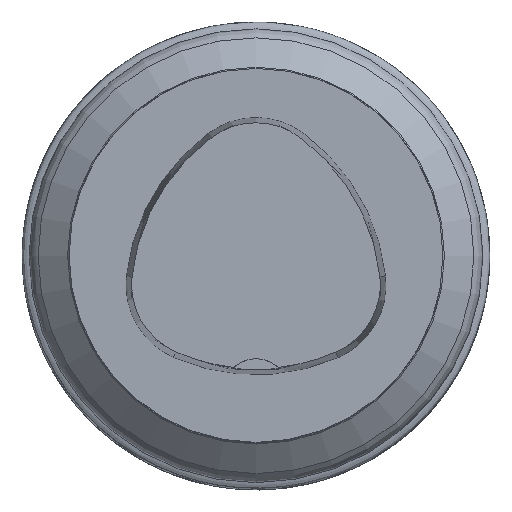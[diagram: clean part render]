
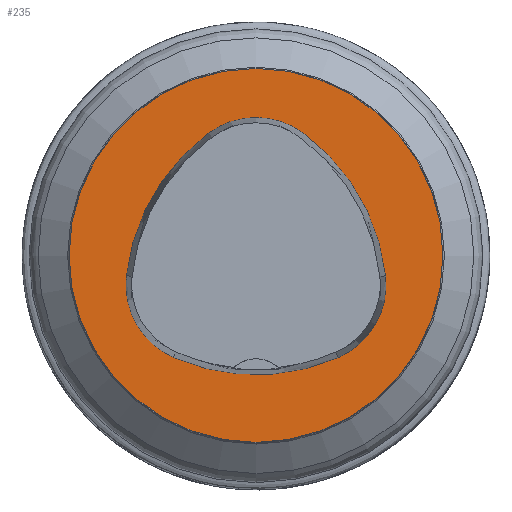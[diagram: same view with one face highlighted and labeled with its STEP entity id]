
A CAD part, top view. The second image highlights one B-rep face of the part: STEP entity #235.
In plain terms, the highlighted planar face has unit normal (0, 0, 1).
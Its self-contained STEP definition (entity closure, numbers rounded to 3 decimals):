
#175=PLANE('',#1019);
#235=ADVANCED_FACE('',(#353,#354),#175,.T.);
#353=FACE_BOUND('',#411,.T.);
#354=FACE_BOUND('',#412,.T.);
#411=EDGE_LOOP('',(#520,#521,#522,#523,#524,#525));
#412=EDGE_LOOP('',(#526));
#520=ORIENTED_EDGE('',*,*,#679,.T.);
#521=ORIENTED_EDGE('',*,*,#659,.T.);
#522=ORIENTED_EDGE('',*,*,#663,.T.);
#523=ORIENTED_EDGE('',*,*,#666,.T.);
#524=ORIENTED_EDGE('',*,*,#669,.T.);
#525=ORIENTED_EDGE('',*,*,#677,.T.);
#526=ORIENTED_EDGE('',*,*,#631,.F.);
#574=VERTEX_POINT('',#1357);
#602=VERTEX_POINT('',#1434);
#603=VERTEX_POINT('',#1435);
#606=VERTEX_POINT('',#1443);
#608=VERTEX_POINT('',#1449);
#610=VERTEX_POINT('',#1455);
#617=VERTEX_POINT('',#1476);
#631=EDGE_CURVE('',#574,#574,#692,.T.);
#659=EDGE_CURVE('',#602,#603,#712,.T.);
#663=EDGE_CURVE('',#603,#606,#714,.T.);
#666=EDGE_CURVE('',#606,#608,#716,.T.);
#669=EDGE_CURVE('',#608,#610,#718,.T.);
#677=EDGE_CURVE('',#610,#617,#722,.T.);
#679=EDGE_CURVE('',#617,#602,#724,.T.);
#692=CIRCLE('',#952,40.);
#712=CIRCLE('',#997,44.);
#714=CIRCLE('',#1000,17.);
#716=CIRCLE('',#1003,44.);
#718=CIRCLE('',#1006,17.);
#722=CIRCLE('',#1011,44.);
#724=CIRCLE('',#1014,17.);
#952=AXIS2_PLACEMENT_3D('',#1356,#1097,#1098);
#997=AXIS2_PLACEMENT_3D('',#1433,#1191,#1192);
#1000=AXIS2_PLACEMENT_3D('',#1442,#1199,#1200);
#1003=AXIS2_PLACEMENT_3D('',#1448,#1206,#1207);
#1006=AXIS2_PLACEMENT_3D('',#1454,#1213,#1214);
#1011=AXIS2_PLACEMENT_3D('',#1477,#1225,#1226);
#1014=AXIS2_PLACEMENT_3D('',#1480,#1231,#1232);
#1019=AXIS2_PLACEMENT_3D('',#1485,#1241,#1242);
#1097=DIRECTION('',(0.,0.,-1.));
#1098=DIRECTION('',(-1.,0.,0.));
#1191=DIRECTION('',(0.,0.,-1.));
#1192=DIRECTION('',(-1.,0.,0.));
#1199=DIRECTION('',(0.,0.,-1.));
#1200=DIRECTION('',(-1.,0.,0.));
#1206=DIRECTION('',(0.,0.,-1.));
#1207=DIRECTION('',(-1.,0.,0.));
#1213=DIRECTION('',(0.,0.,-1.));
#1214=DIRECTION('',(-1.,0.,0.));
#1225=DIRECTION('',(0.,0.,-1.));
#1226=DIRECTION('',(-1.,0.,0.));
#1231=DIRECTION('',(0.,0.,-1.));
#1232=DIRECTION('',(-1.,0.,0.));
#1241=DIRECTION('',(0.,0.,1.));
#1242=DIRECTION('',(1.,0.,0.));
#1356=CARTESIAN_POINT('',(0.,0.,0.));
#1357=CARTESIAN_POINT('',(-40.,0.,0.));
#1433=CARTESIAN_POINT('',(16.01,-9.224,0.));
#1434=CARTESIAN_POINT('',(-27.722,-4.378,0.));
#1435=CARTESIAN_POINT('',(-10.119,26.178,0.));
#1442=CARTESIAN_POINT('',(-0.023,12.5,0.));
#1443=CARTESIAN_POINT('',(10.049,26.194,0.));
#1448=CARTESIAN_POINT('',(-16.021,-9.25,0.));
#1449=CARTESIAN_POINT('',(27.71,-4.394,0.));
#1454=CARTESIAN_POINT('',(10.814,-6.27,0.));
#1455=CARTESIAN_POINT('',(17.611,-21.852,0.));
#1476=CARTESIAN_POINT('',(-17.652,-21.819,0.));
#1477=CARTESIAN_POINT('',(0.017,18.477,0.));
#1480=CARTESIAN_POINT('',(-10.825,-6.25,0.));
#1485=CARTESIAN_POINT('',(0.,0.,0.));
